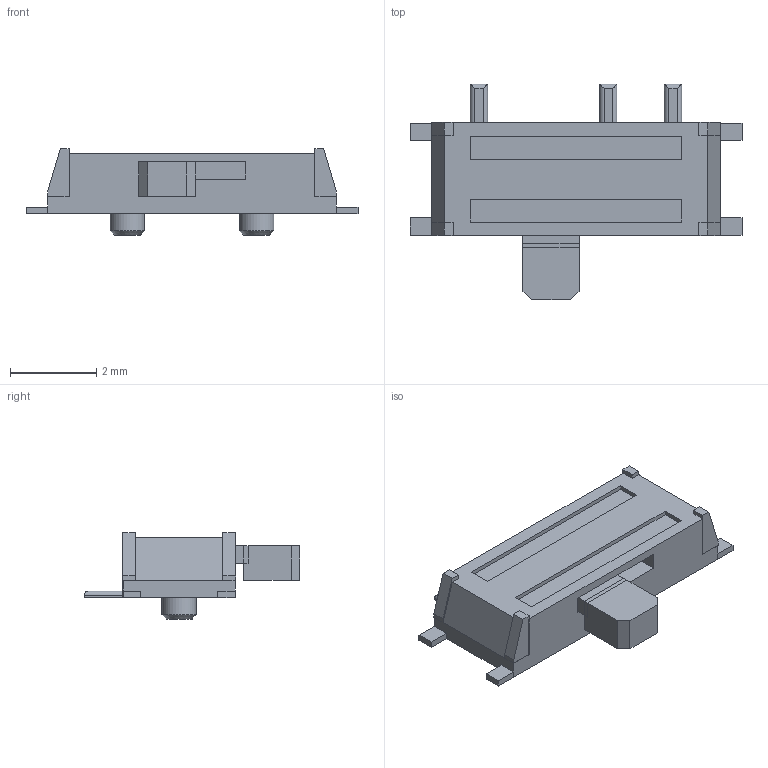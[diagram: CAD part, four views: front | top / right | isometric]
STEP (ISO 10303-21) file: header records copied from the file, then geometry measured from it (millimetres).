
FILE_DESCRIPTION(/* description */ (''),/* implementation_level */ '2;1');
FILE_NAME(/* name */ 'MSK12C02.step',/* time_stamp */ '2021-03-01T12:54:29-05:00',/* author */ (''),/* organization */ (''),/* preprocessor_version */ 'ST-DEVELOPER v18.1',/* originating_system */ 'Autodesk Translation Framework v9.7.1.1290',/* authorisation */ '');
FILE_SCHEMA (('AUTOMOTIVE_DESIGN { 1 0 10303 214 3 1 1 }'));
Length unit declared in the file: millimetre
Products named in the file (1): MSK12C02
Bounding box: 7.7 x 5 x 2 mm (x, y, z)
Volume: 24.1 mm3; surface area: 84.3 mm2
Topology: 1 solids, 1 shells, 141 faces, 352 edges, 216 vertices
Faces by surface type: plane 128, cylinder 11, cone 2
Full cylindrical faces by diameter (mm): 0.8 x2
Entity records: 4269 total; most frequent: CARTESIAN_POINT 710, ORIENTED_EDGE 704, DIRECTION 654, EDGE_CURVE 352, LINE 334, VECTOR 334, VERTEX_POINT 216, AXIS2_PLACEMENT_3D 160
